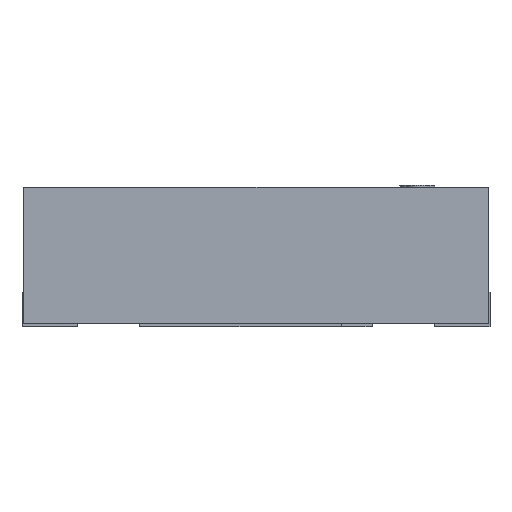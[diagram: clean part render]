
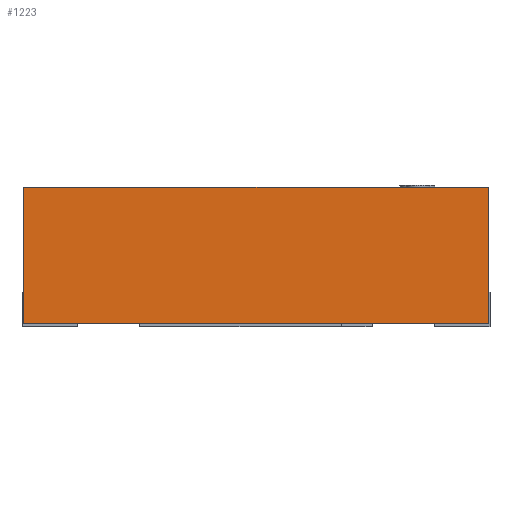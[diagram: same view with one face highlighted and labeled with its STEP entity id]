
A CAD part, left-side view. The second image highlights one B-rep face of the part: STEP entity #1223.
In plain terms, the highlighted planar face has unit normal (-1, 0, 0).
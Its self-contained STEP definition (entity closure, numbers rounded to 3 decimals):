
#968 = CARTESIAN_POINT ( 'NONE',  ( -1.5, -1.5, 0.88 ) ) ;
#980 = LINE ( 'NONE', #3158, #4363 ) ;
#1223 = ADVANCED_FACE ( 'NONE', ( #7404 ), #6310, .F. ) ;
#1389 = CARTESIAN_POINT ( 'NONE',  ( -1.5, -1.5, 0. ) ) ;
#1987 = CARTESIAN_POINT ( 'NONE',  ( -1.5, 1.5, 0.88 ) ) ;
#2167 = VERTEX_POINT ( 'NONE', #3902 ) ;
#2176 = ORIENTED_EDGE ( 'NONE', *, *, #13021, .T. ) ;
#3158 = CARTESIAN_POINT ( 'NONE',  ( -1.5, -1.5, 0.88 ) ) ;
#3902 = CARTESIAN_POINT ( 'NONE',  ( -1.5, 1.5, 0. ) ) ;
#4363 = VECTOR ( 'NONE', #5131, 1000. ) ;
#4492 = EDGE_CURVE ( 'NONE', #6178, #12668, #980, .T. ) ;
#5115 = DIRECTION ( 'NONE',  ( 0., -1., 0. ) ) ;
#5131 = DIRECTION ( 'NONE',  ( 0., 0., -1. ) ) ;
#5251 = CARTESIAN_POINT ( 'NONE',  ( -1.5, 1.5, 0. ) ) ;
#5292 = DIRECTION ( 'NONE',  ( 0., 0., -1. ) ) ;
#5405 = LINE ( 'NONE', #7379, #11455 ) ;
#5422 = DIRECTION ( 'NONE',  ( 1., 0., 0. ) ) ;
#5437 = EDGE_CURVE ( 'NONE', #2167, #12668, #10828, .T. ) ;
#6160 = LINE ( 'NONE', #8674, #7725 ) ;
#6178 = VERTEX_POINT ( 'NONE', #968 ) ;
#6310 = PLANE ( 'NONE',  #6917 ) ;
#6893 = ORIENTED_EDGE ( 'NONE', *, *, #4492, .F. ) ;
#6917 = AXIS2_PLACEMENT_3D ( 'NONE', #7614, #5422, #7478 ) ;
#7379 = CARTESIAN_POINT ( 'NONE',  ( -1.5, 1.5, 0.88 ) ) ;
#7404 = FACE_OUTER_BOUND ( 'NONE', #10576, .T. ) ;
#7478 = DIRECTION ( 'NONE',  ( 0., 1., 0. ) ) ;
#7614 = CARTESIAN_POINT ( 'NONE',  ( -1.5, 1.5, 0.88 ) ) ;
#7723 = VERTEX_POINT ( 'NONE', #1987 ) ;
#7725 = VECTOR ( 'NONE', #5292, 1000. ) ;
#8674 = CARTESIAN_POINT ( 'NONE',  ( -1.5, 1.5, 0.88 ) ) ;
#9552 = ORIENTED_EDGE ( 'NONE', *, *, #13446, .F. ) ;
#9732 = DIRECTION ( 'NONE',  ( 0., -1., 0. ) ) ;
#10576 = EDGE_LOOP ( 'NONE', ( #12848, #6893, #9552, #2176 ) ) ;
#10828 = LINE ( 'NONE', #5251, #13718 ) ;
#11455 = VECTOR ( 'NONE', #9732, 1000. ) ;
#12668 = VERTEX_POINT ( 'NONE', #1389 ) ;
#12848 = ORIENTED_EDGE ( 'NONE', *, *, #5437, .T. ) ;
#13021 = EDGE_CURVE ( 'NONE', #7723, #2167, #6160, .T. ) ;
#13446 = EDGE_CURVE ( 'NONE', #7723, #6178, #5405, .T. ) ;
#13718 = VECTOR ( 'NONE', #5115, 1000. ) ;
